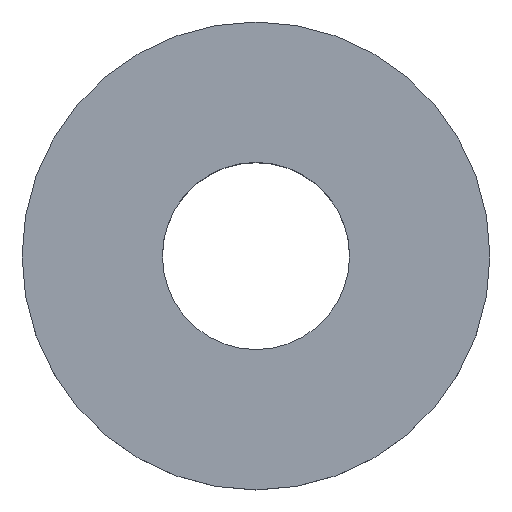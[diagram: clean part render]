
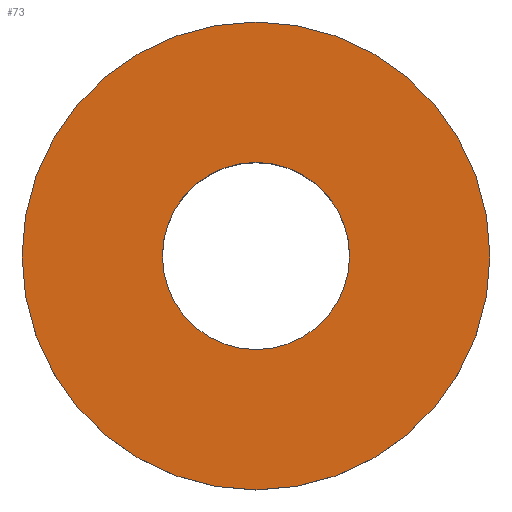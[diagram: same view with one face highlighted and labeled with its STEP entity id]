
A CAD part, top view. The second image highlights one B-rep face of the part: STEP entity #73.
In plain terms, the highlighted planar face has unit normal (0, 0, 1).
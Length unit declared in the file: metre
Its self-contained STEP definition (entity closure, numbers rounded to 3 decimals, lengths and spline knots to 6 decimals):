
#12=PLANE('',#94);
#17=ORIENTED_EDGE('',*,*,#29,.T.);
#18=ORIENTED_EDGE('',*,*,#27,.T.);
#27=EDGE_CURVE('',#33,#33,#39,.T.);
#29=EDGE_CURVE('',#35,#35,#41,.T.);
#33=VERTEX_POINT('',#132);
#35=VERTEX_POINT('',#137);
#39=CIRCLE('',#92,0.002);
#41=CIRCLE('',#95,0.0008);
#47=EDGE_LOOP('',(#17));
#48=EDGE_LOOP('',(#18));
#59=FACE_BOUND('',#47,.T.);
#60=FACE_BOUND('',#48,.T.);
#73=ADVANCED_FACE('',(#59,#60),#12,.T.);
#92=AXIS2_PLACEMENT_3D('',#131,#107,#108);
#94=AXIS2_PLACEMENT_3D('',#135,#111,#112);
#95=AXIS2_PLACEMENT_3D('',#136,#113,#114);
#107=DIRECTION('',(0.,0.,1.));
#108=DIRECTION('',(1.,0.,0.));
#111=DIRECTION('',(0.,0.,1.));
#112=DIRECTION('',(1.,0.,0.));
#113=DIRECTION('',(0.,0.,-1.));
#114=DIRECTION('',(-1.,0.,0.));
#131=CARTESIAN_POINT('',(0.,0.,0.0003));
#132=CARTESIAN_POINT('',(0.002,0.,0.0003));
#135=CARTESIAN_POINT('',(0.,0.,0.0003));
#136=CARTESIAN_POINT('',(0.,0.,0.0003));
#137=CARTESIAN_POINT('',(-0.0008,0.,0.0003));
